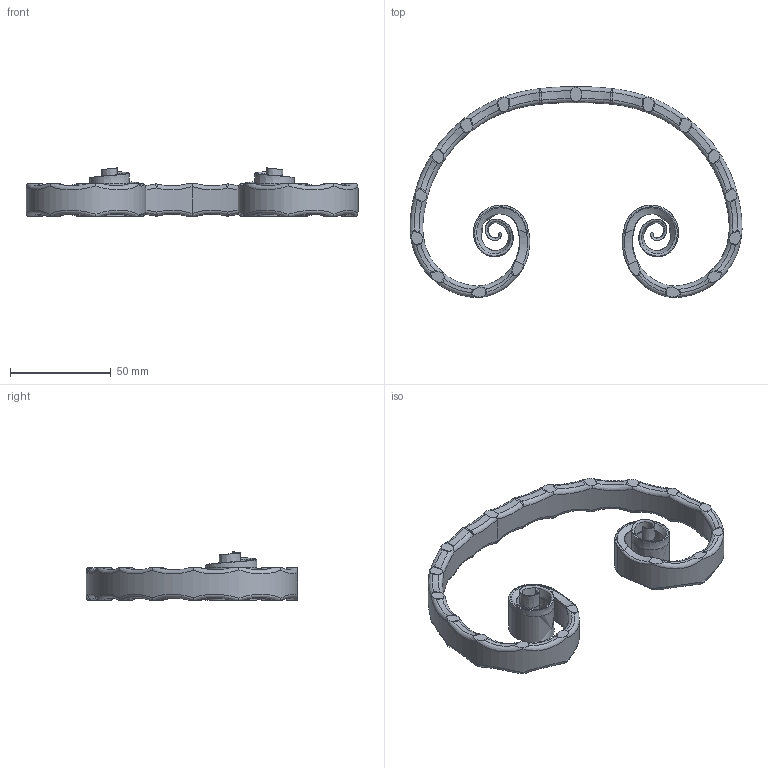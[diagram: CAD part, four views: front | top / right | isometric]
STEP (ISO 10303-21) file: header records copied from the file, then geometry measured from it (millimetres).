
FILE_DESCRIPTION (( 'STEP AP203' ), '1' );
FILE_NAME ('4511.step', '2015-09-17T14:58:27', ( '' ), ( '' ), 'SwSTEP 2.0', 'SolidWorks 2015', '' );
FILE_SCHEMA (( 'CONFIG_CONTROL_DESIGN' ));
Products named in the file (1): 4511
Bounding box: 165.1 x 104.97 x 24.01 mm (x, y, z)
Volume: 50305.1 mm3; surface area: 25349.5 mm2
Topology: 1 solids, 1 shells, 254 faces, 736 edges, 482 vertices
Faces by surface type: bspline 104, cylinder 104, plane 38, sphere 8
Entity records: 28891 total; most frequent: CARTESIAN_POINT 23597, ORIENTED_EDGE 1468, EDGE_CURVE 734, B_SPLINE_CURVE_WITH_KNOTS 542, DIRECTION 522, VERTEX_POINT 482, FACE_OUTER_BOUND 254, EDGE_LOOP 254
